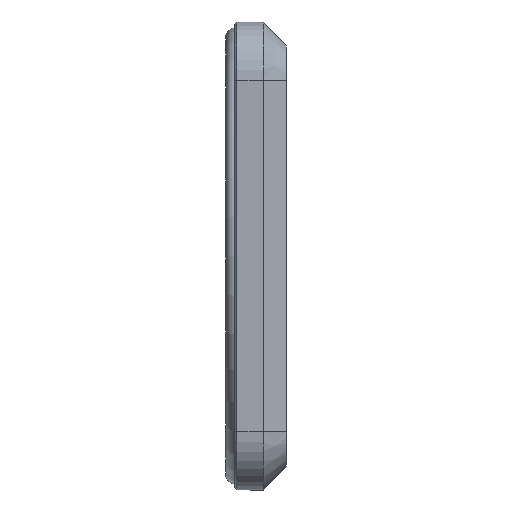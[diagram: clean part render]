
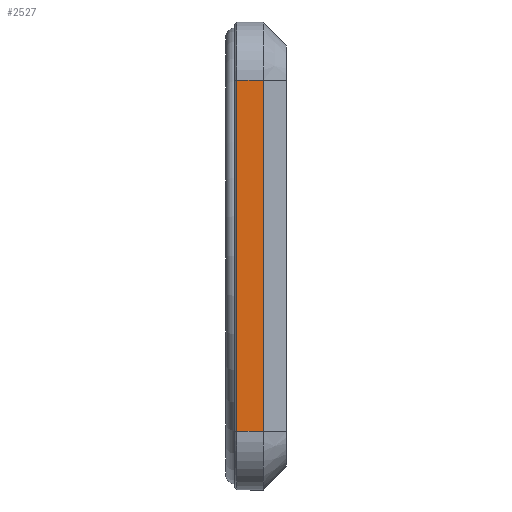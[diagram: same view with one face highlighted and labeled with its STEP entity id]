
A CAD part, left-side view. The second image highlights one B-rep face of the part: STEP entity #2527.
In plain terms, the highlighted planar face has unit normal (-1, 0, 0).
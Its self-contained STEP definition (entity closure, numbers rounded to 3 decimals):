
#96 = LINE ( 'NONE', #953, #3031 ) ;
#339 = CARTESIAN_POINT ( 'NONE',  ( -25.4, 2.5, -25.4 ) ) ;
#670 = AXIS2_PLACEMENT_3D ( 'NONE', #3185, #1355, #3853 ) ;
#788 = ORIENTED_EDGE ( 'NONE', *, *, #3930, .T. ) ;
#811 = CARTESIAN_POINT ( 'NONE',  ( -25.4, 5.6, 19.05 ) ) ;
#916 = CARTESIAN_POINT ( 'NONE',  ( -25.4, 2.5, -19.05 ) ) ;
#953 = CARTESIAN_POINT ( 'NONE',  ( -25.4, 5.6, -19.05 ) ) ;
#1041 = VERTEX_POINT ( 'NONE', #3335 ) ;
#1304 = CARTESIAN_POINT ( 'NONE',  ( -25.4, 5.35, 19.05 ) ) ;
#1310 = VERTEX_POINT ( 'NONE', #3266 ) ;
#1341 = EDGE_CURVE ( 'NONE', #1310, #2664, #3545, .T. ) ;
#1355 = DIRECTION ( 'NONE',  ( 1., 0., 0. ) ) ;
#1610 = DIRECTION ( 'NONE',  ( 0., 0., -1. ) ) ;
#1626 = PLANE ( 'NONE',  #670 ) ;
#1726 = ORIENTED_EDGE ( 'NONE', *, *, #1341, .T. ) ;
#1798 = ORIENTED_EDGE ( 'NONE', *, *, #2833, .F. ) ;
#1806 = DIRECTION ( 'NONE',  ( 0., 1., 0. ) ) ;
#1886 = VERTEX_POINT ( 'NONE', #916 ) ;
#1906 = FACE_OUTER_BOUND ( 'NONE', #1993, .T. ) ;
#1993 = EDGE_LOOP ( 'NONE', ( #1798, #1726, #788, #2097 ) ) ;
#2074 = VECTOR ( 'NONE', #1806, 1000. ) ;
#2097 = ORIENTED_EDGE ( 'NONE', *, *, #2312, .T. ) ;
#2230 = LINE ( 'NONE', #339, #2553 ) ;
#2312 = EDGE_CURVE ( 'NONE', #1041, #1886, #96, .T. ) ;
#2527 = ADVANCED_FACE ( 'NONE', ( #1906 ), #1626, .F. ) ;
#2553 = VECTOR ( 'NONE', #1610, 1000. ) ;
#2589 = CARTESIAN_POINT ( 'NONE',  ( -25.4, 5.35, -19.05 ) ) ;
#2664 = VERTEX_POINT ( 'NONE', #1304 ) ;
#2833 = EDGE_CURVE ( 'NONE', #1310, #1886, #2230, .T. ) ;
#3031 = VECTOR ( 'NONE', #3359, 1000. ) ;
#3185 = CARTESIAN_POINT ( 'NONE',  ( -25.4, 5.6, -25.4 ) ) ;
#3266 = CARTESIAN_POINT ( 'NONE',  ( -25.4, 2.5, 19.05 ) ) ;
#3301 = LINE ( 'NONE', #2589, #3746 ) ;
#3335 = CARTESIAN_POINT ( 'NONE',  ( -25.4, 5.35, -19.05 ) ) ;
#3359 = DIRECTION ( 'NONE',  ( 0., -1., 0. ) ) ;
#3540 = DIRECTION ( 'NONE',  ( 0., 0., -1. ) ) ;
#3545 = LINE ( 'NONE', #811, #2074 ) ;
#3746 = VECTOR ( 'NONE', #3540, 1000. ) ;
#3853 = DIRECTION ( 'NONE',  ( 0., 0., -1. ) ) ;
#3930 = EDGE_CURVE ( 'NONE', #2664, #1041, #3301, .T. ) ;
